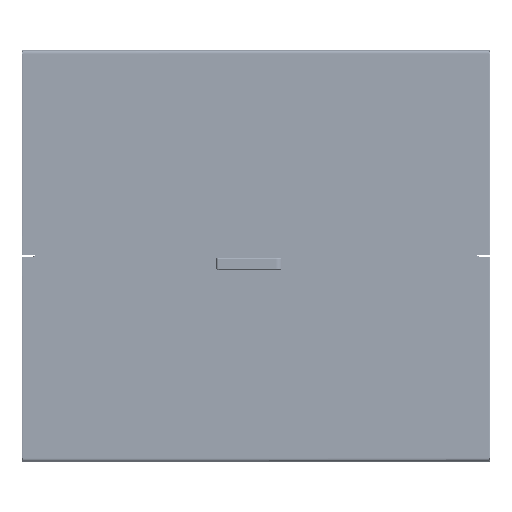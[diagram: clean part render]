
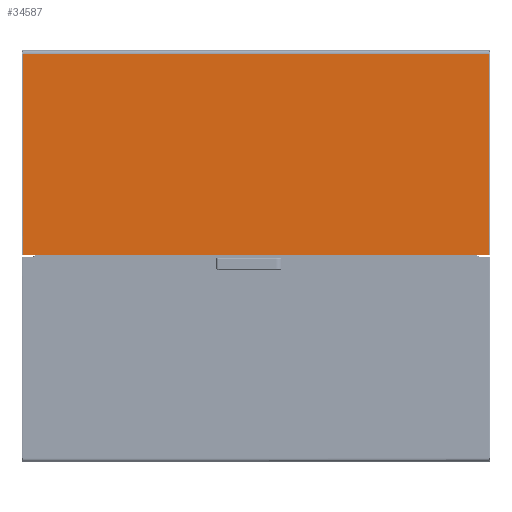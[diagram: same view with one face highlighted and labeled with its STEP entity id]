
A CAD part, top view. The second image highlights one B-rep face of the part: STEP entity #34587.
In plain terms, the highlighted face is planar.
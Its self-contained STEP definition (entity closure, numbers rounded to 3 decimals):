
#1031 = CARTESIAN_POINT ( 'NONE',  ( 295., -675.5, 0. ) ) ;
#1044 = PLANE ( 'NONE',  #95270 ) ;
#1049 = DIRECTION ( 'NONE',  ( 0., 0., 1. ) ) ;
#1050 = DIRECTION ( 'NONE',  ( 1., 0., 0. ) ) ;
#6969 = VERTEX_POINT ( 'NONE', #80412 ) ;
#6980 = VERTEX_POINT ( 'NONE', #80423 ) ;
#7353 = VERTEX_POINT ( 'NONE', #80796 ) ;
#8137 = VERTEX_POINT ( 'NONE', #81151 ) ;
#27337 = LINE ( 'NONE', #32467, #27341 ) ;
#27341 = VECTOR ( 'NONE', #32468, 1000. ) ;
#27343 = LINE ( 'NONE', #32476, #27344 ) ;
#27344 = VECTOR ( 'NONE', #32477, 1000. ) ;
#27350 = LINE ( 'NONE', #32488, #27351 ) ;
#27351 = VECTOR ( 'NONE', #32489, 1000. ) ;
#27394 = LINE ( 'NONE', #32552, #27395 ) ;
#27395 = VECTOR ( 'NONE', #32554, 1000. ) ;
#32467 = CARTESIAN_POINT ( 'NONE',  ( 295., -675.49, 0. ) ) ;
#32468 = DIRECTION ( 'NONE',  ( -1., 0., 0. ) ) ;
#32476 = CARTESIAN_POINT ( 'NONE',  ( -294.9, -675.49, 0. ) ) ;
#32477 = DIRECTION ( 'NONE',  ( 0., 1., 0. ) ) ;
#32488 = CARTESIAN_POINT ( 'NONE',  ( -295., 675.49, 0. ) ) ;
#32489 = DIRECTION ( 'NONE',  ( 1., 0., 0. ) ) ;
#32552 = CARTESIAN_POINT ( 'NONE',  ( 287.5, 675.49, 0. ) ) ;
#32554 = DIRECTION ( 'NONE',  ( 0., -1., 0. ) ) ;
#34587 = ADVANCED_FACE ( 'NONE', ( #97460 ), #1044, .F. ) ;
#56466 = EDGE_LOOP ( 'NONE', ( #65019, #65020, #65021, #65022 ) ) ;
#65019 = ORIENTED_EDGE ( 'NONE', *, *, #90276, .T. ) ;
#65020 = ORIENTED_EDGE ( 'NONE', *, *, #90303, .T. ) ;
#65021 = ORIENTED_EDGE ( 'NONE', *, *, #90404, .T. ) ;
#65022 = ORIENTED_EDGE ( 'NONE', *, *, #90263, .T. ) ;
#80412 = CARTESIAN_POINT ( 'NONE',  ( -294.9, 675.49, 0. ) ) ;
#80423 = CARTESIAN_POINT ( 'NONE',  ( 287.5, -675.49, 0. ) ) ;
#80796 = CARTESIAN_POINT ( 'NONE',  ( 287.5, 675.49, 0. ) ) ;
#81151 = CARTESIAN_POINT ( 'NONE',  ( -294.9, -675.49, 0. ) ) ;
#90263 = EDGE_CURVE ( 'NONE', #6980, #8137, #27337, .T. ) ;
#90276 = EDGE_CURVE ( 'NONE', #8137, #6969, #27343, .T. ) ;
#90303 = EDGE_CURVE ( 'NONE', #6969, #7353, #27350, .T. ) ;
#90404 = EDGE_CURVE ( 'NONE', #7353, #6980, #27394, .T. ) ;
#95270 = AXIS2_PLACEMENT_3D ( 'NONE', #1031, #1049, #1050 ) ;
#97460 = FACE_OUTER_BOUND ( 'NONE', #56466, .T. ) ;
